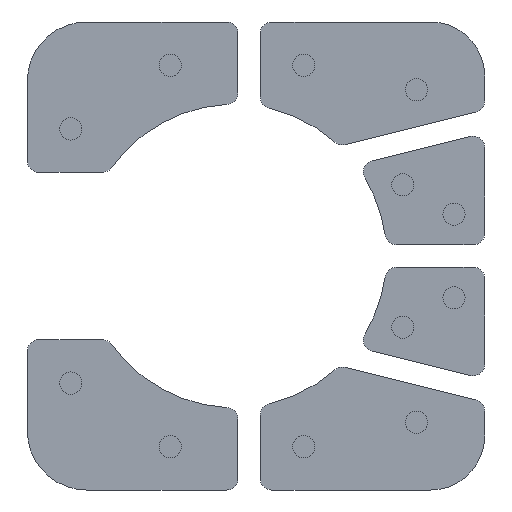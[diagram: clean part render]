
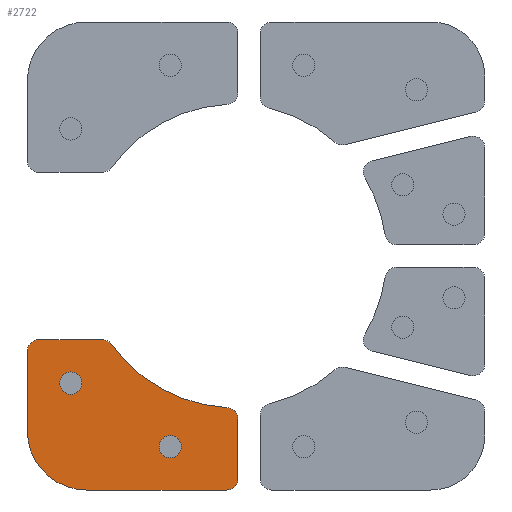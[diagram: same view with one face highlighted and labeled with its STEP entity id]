
A CAD part, front view. The second image highlights one B-rep face of the part: STEP entity #2722.
In plain terms, the highlighted free-form (B-spline) face has degree [1, 1] with [2, 2] control points.
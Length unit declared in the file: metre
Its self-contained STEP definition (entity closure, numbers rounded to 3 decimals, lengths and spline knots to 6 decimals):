
#61=LINE('',#10650,#139);
#62=LINE('',#10655,#140);
#63=LINE('',#10659,#141);
#64=LINE('',#10663,#142);
#139=VECTOR('',#3104,1.);
#140=VECTOR('',#3107,1.);
#141=VECTOR('',#3110,1.);
#142=VECTOR('',#3113,1.);
#238=B_SPLINE_SURFACE_WITH_KNOTS('',1,1,((#10644,#10645),(#10646,#10647)),
 .PLANE_SURF.,.F.,.F.,.F.,(2,2),(2,2),(0.,1.),(0.,1.),.UNSPECIFIED.);
#1012=ORIENTED_EDGE('',*,*,#1596,.T.);
#1013=ORIENTED_EDGE('',*,*,#1627,.T.);
#1014=ORIENTED_EDGE('',*,*,#1600,.T.);
#1015=ORIENTED_EDGE('',*,*,#1628,.T.);
#1016=ORIENTED_EDGE('',*,*,#1629,.F.);
#1017=ORIENTED_EDGE('',*,*,#1630,.F.);
#1018=ORIENTED_EDGE('',*,*,#1631,.F.);
#1019=ORIENTED_EDGE('',*,*,#1632,.F.);
#1020=ORIENTED_EDGE('',*,*,#1633,.F.);
#1021=ORIENTED_EDGE('',*,*,#1634,.F.);
#1022=ORIENTED_EDGE('',*,*,#1635,.F.);
#1023=ORIENTED_EDGE('',*,*,#1636,.F.);
#1024=ORIENTED_EDGE('',*,*,#1637,.T.);
#1025=ORIENTED_EDGE('',*,*,#1638,.F.);
#1596=EDGE_CURVE('',#1931,#1930,#2094,.T.);
#1600=EDGE_CURVE('',#1935,#1934,#2096,.T.);
#1627=EDGE_CURVE('',#1930,#1931,#2097,.T.);
#1628=EDGE_CURVE('',#1934,#1935,#2098,.T.);
#1629=EDGE_CURVE('',#1955,#1956,#61,.T.);
#1630=EDGE_CURVE('',#1957,#1955,#2099,.T.);
#1631=EDGE_CURVE('',#1958,#1957,#62,.T.);
#1632=EDGE_CURVE('',#1959,#1958,#2100,.T.);
#1633=EDGE_CURVE('',#1960,#1959,#63,.T.);
#1634=EDGE_CURVE('',#1961,#1960,#2101,.T.);
#1635=EDGE_CURVE('',#1962,#1961,#64,.T.);
#1636=EDGE_CURVE('',#1963,#1962,#2102,.T.);
#1637=EDGE_CURVE('',#1963,#1964,#2103,.T.);
#1638=EDGE_CURVE('',#1956,#1964,#2104,.T.);
#1930=VERTEX_POINT('',#10041);
#1931=VERTEX_POINT('',#10043);
#1934=VERTEX_POINT('',#10059);
#1935=VERTEX_POINT('',#10061);
#1955=VERTEX_POINT('',#10651);
#1956=VERTEX_POINT('',#10652);
#1957=VERTEX_POINT('',#10654);
#1958=VERTEX_POINT('',#10656);
#1959=VERTEX_POINT('',#10658);
#1960=VERTEX_POINT('',#10660);
#1961=VERTEX_POINT('',#10662);
#1962=VERTEX_POINT('',#10664);
#1963=VERTEX_POINT('',#10666);
#1964=VERTEX_POINT('',#10668);
#2094=CIRCLE('',#2921,0.0021);
#2096=CIRCLE('',#2923,0.0021);
#2097=CIRCLE('',#2924,0.0021);
#2098=CIRCLE('',#2925,0.0021);
#2099=CIRCLE('',#2926,0.0022);
#2100=CIRCLE('',#2927,0.0112);
#2101=CIRCLE('',#2928,0.0022);
#2102=CIRCLE('',#2929,0.0022);
#2103=CIRCLE('',#2930,0.028659);
#2104=CIRCLE('',#2931,0.0022);
#2244=EDGE_LOOP('',(#1012,#1013));
#2245=EDGE_LOOP('',(#1014,#1015));
#2246=EDGE_LOOP('',(#1016,#1017,#1018,#1019,#1020,#1021,#1022,#1023,#1024,
#1025));
#2446=FACE_BOUND('',#2244,.T.);
#2447=FACE_BOUND('',#2245,.T.);
#2448=FACE_BOUND('',#2246,.T.);
#2722=ADVANCED_FACE('',(#2446,#2447,#2448),#238,.F.);
#2921=AXIS2_PLACEMENT_3D('',#10042,#3094,#3095);
#2923=AXIS2_PLACEMENT_3D('',#10060,#3098,#3099);
#2924=AXIS2_PLACEMENT_3D('',#10648,#3100,#3101);
#2925=AXIS2_PLACEMENT_3D('',#10649,#3102,#3103);
#2926=AXIS2_PLACEMENT_3D('',#10653,#3105,#3106);
#2927=AXIS2_PLACEMENT_3D('',#10657,#3108,#3109);
#2928=AXIS2_PLACEMENT_3D('',#10661,#3111,#3112);
#2929=AXIS2_PLACEMENT_3D('',#10665,#3114,#3115);
#2930=AXIS2_PLACEMENT_3D('',#10667,#3116,#3117);
#2931=AXIS2_PLACEMENT_3D('',#10669,#3118,#3119);
#3094=DIRECTION('',(0.,1.,0.));
#3095=DIRECTION('',(1.,0.,0.));
#3098=DIRECTION('',(0.,1.,0.));
#3099=DIRECTION('',(1.,0.,0.));
#3100=DIRECTION('',(0.,1.,0.));
#3101=DIRECTION('',(1.,0.,0.));
#3102=DIRECTION('',(0.,1.,0.));
#3103=DIRECTION('',(1.,0.,0.));
#3104=DIRECTION('',(1.,0.,0.));
#3105=DIRECTION('',(0.,1.,0.));
#3106=DIRECTION('',(1.,0.,0.));
#3107=DIRECTION('',(0.,0.,1.));
#3108=DIRECTION('',(0.,1.,0.));
#3109=DIRECTION('',(1.,0.,0.));
#3110=DIRECTION('',(-1.,0.,0.));
#3111=DIRECTION('',(0.,1.,0.));
#3112=DIRECTION('',(1.,0.,0.));
#3113=DIRECTION('',(0.,0.,-1.));
#3114=DIRECTION('',(0.,1.,0.));
#3115=DIRECTION('',(1.,0.,0.));
#3116=DIRECTION('',(0.,1.,0.));
#3117=DIRECTION('',(1.,0.,0.));
#3118=DIRECTION('',(0.,1.,0.));
#3119=DIRECTION('',(1.,0.,0.));
#10041=CARTESIAN_POINT('',(0.028,0.0396,-0.03266));
#10042=CARTESIAN_POINT('',(0.0259,0.0396,-0.03266));
#10043=CARTESIAN_POINT('',(0.0238,0.0396,-0.03266));
#10059=CARTESIAN_POINT('',(0.0092,0.0396,-0.02066));
#10060=CARTESIAN_POINT('',(0.0071,0.0396,-0.02066));
#10061=CARTESIAN_POINT('',(0.005,0.0396,-0.02066));
#10644=CARTESIAN_POINT('',(-0.00309,0.0396,-0.01104));
#10645=CARTESIAN_POINT('',(-0.00309,0.0396,-0.04228));
#10646=CARTESIAN_POINT('',(0.04069,0.0396,-0.01104));
#10647=CARTESIAN_POINT('',(0.04069,0.0396,-0.04228));
#10648=CARTESIAN_POINT('',(0.0259,0.0396,-0.03266));
#10649=CARTESIAN_POINT('',(0.0071,0.0396,-0.02066));
#10650=CARTESIAN_POINT('',(0.,0.0396,-0.01246));
#10651=CARTESIAN_POINT('',(0.0011,0.0396,-0.01246));
#10652=CARTESIAN_POINT('',(0.013035,0.0396,-0.01246));
#10653=CARTESIAN_POINT('',(0.0011,0.0396,-0.01466));
#10654=CARTESIAN_POINT('',(-0.0011,0.0396,-0.01466));
#10655=CARTESIAN_POINT('',(-0.0011,0.0396,0.));
#10656=CARTESIAN_POINT('',(-0.0011,0.0396,-0.02966));
#10657=CARTESIAN_POINT('',(0.0101,0.0396,-0.02966));
#10658=CARTESIAN_POINT('',(0.0101,0.0396,-0.04086));
#10659=CARTESIAN_POINT('',(0.,0.0396,-0.04086));
#10660=CARTESIAN_POINT('',(0.0365,0.0396,-0.04086));
#10661=CARTESIAN_POINT('',(0.0365,0.0396,-0.03866));
#10662=CARTESIAN_POINT('',(0.0387,0.0396,-0.03866));
#10663=CARTESIAN_POINT('',(0.0387,0.0396,0.));
#10664=CARTESIAN_POINT('',(0.0387,0.0396,-0.027477));
#10665=CARTESIAN_POINT('',(0.0365,0.0396,-0.027477));
#10666=CARTESIAN_POINT('',(0.036614,0.0396,-0.02528));
#10667=CARTESIAN_POINT('',(0.0381,0.0396,0.00334));
#10668=CARTESIAN_POINT('',(0.014822,0.0396,-0.013377));
#10669=CARTESIAN_POINT('',(0.013035,0.0396,-0.01466));
